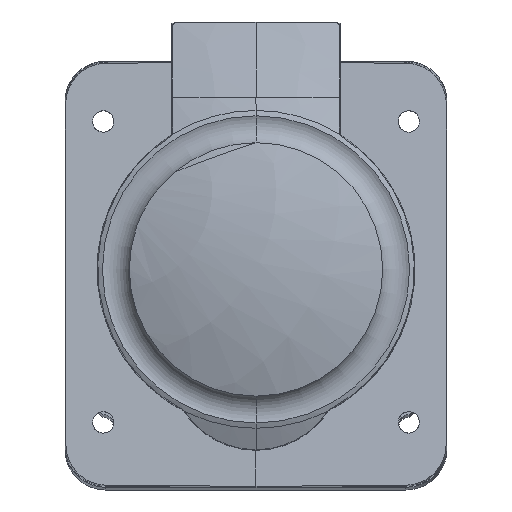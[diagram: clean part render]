
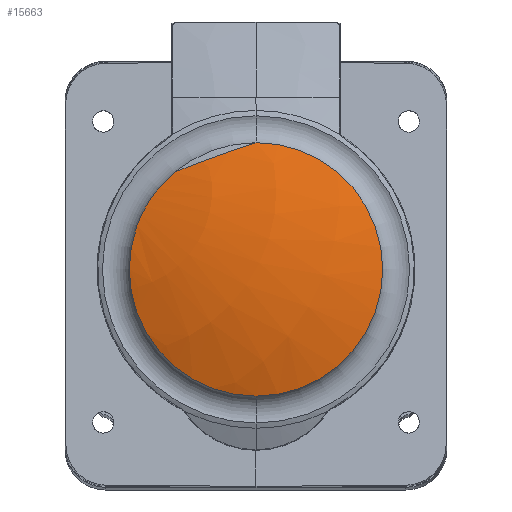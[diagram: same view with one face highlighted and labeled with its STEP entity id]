
A CAD part, top view. The second image highlights one B-rep face of the part: STEP entity #15663.
In plain terms, the highlighted spherical face has radius 80 mm.
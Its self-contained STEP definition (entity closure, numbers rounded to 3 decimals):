
#2=CARTESIAN_POINT('',(0.,0.,
6.294));
#3=DIRECTION('',(0.,0.,1.));
#4=DIRECTION('',(-0.642,0.767,0.));
#5=AXIS2_PLACEMENT_3D('',#2,#3,#4);
#22=CARTESIAN_POINT('',(0.,0.,
-69.738));
#23=DIRECTION('',(-0.326,0.898,-0.294));
#24=DIRECTION('',(-0.2,0.239,0.95));
#25=AXIS2_PLACEMENT_3D('',#22,#23,#24);
#27=CARTESIAN_POINT('',(0.,0.,
6.294));
#28=DIRECTION('',(0.,0.,-1.));
#29=DIRECTION('',(0.,1.,0.));
#30=AXIS2_PLACEMENT_3D('',#27,#28,#29);
#13150=CARTESIAN_POINT('',(0.,24.882,
6.294));
#13152=VERTEX_POINT('',#13150);
#13154=CARTESIAN_POINT('',(0.,-24.882,
6.294));
#13156=VERTEX_POINT('',#13154);
#13166=CARTESIAN_POINT('',(-15.965,19.085,
6.294));
#13167=VERTEX_POINT('',#13166);
#15651=CARTESIAN_POINT('',(0.,0.,
-69.738));
#15652=DIRECTION('',(0.333,-0.182,-0.925));
#15653=DIRECTION('',(-0.812,0.444,-0.379));
#15654=AXIS2_PLACEMENT_3D('',#15651,#15652,#15653);
#15655=SPHERICAL_SURFACE('',#15654,80.);
#15656=ORIENTED_EDGE('',*,*,#15638,.F.);
#15658=ORIENTED_EDGE('',*,*,#15657,.T.);
#15660=ORIENTED_EDGE('',*,*,#15659,.T.);
#15661=EDGE_LOOP('',(#15656,#15658,#15660));
#15662=FACE_OUTER_BOUND('',#15661,.F.);
#15663=ADVANCED_FACE('',(#15662),#15655,.T.);
#6=CIRCLE('',#5,24.882);
#26=CIRCLE('',#25,80.);
#31=CIRCLE('',#30,24.882);
#15638=EDGE_CURVE('',#13167,#13156,#6,.T.);
#15657=EDGE_CURVE('',#13167,#13152,#26,.T.);
#15659=EDGE_CURVE('',#13152,#13156,#31,.T.);
